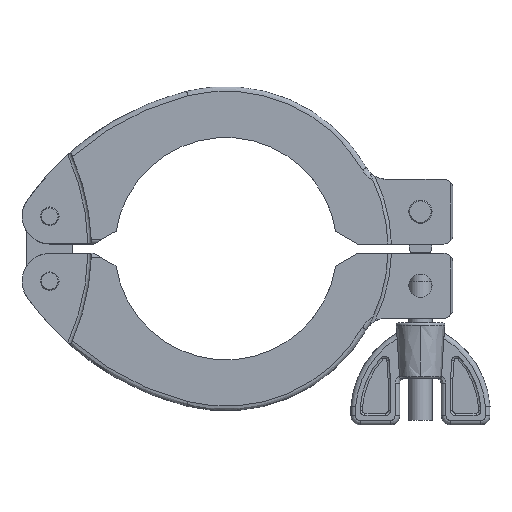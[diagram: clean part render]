
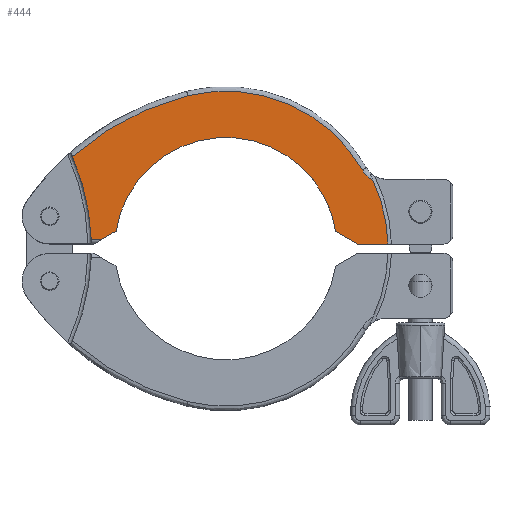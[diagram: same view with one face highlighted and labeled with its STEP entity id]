
A CAD part, front view. The second image highlights one B-rep face of the part: STEP entity #444.
In plain terms, the highlighted planar face has unit normal (0, -1, 0).
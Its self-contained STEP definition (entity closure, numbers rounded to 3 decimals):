
#444=ADVANCED_FACE('',(#1805),#1804,.T.);
#1804=PLANE('',#5818);
#1805=FACE_OUTER_BOUND('',#5819,.T.);
#5815=CARTESIAN_POINT('',(-39.931,-9.25,-4.817));
#5816=DIRECTION('',(0.,-1.,0.));
#5817=DIRECTION('',(1.,0.,0.));
#5818=AXIS2_PLACEMENT_3D('',#5815,#5816,#5817);
#5819=EDGE_LOOP('',(#10284,#10285,#10286,#10287,#10288,#10289,#10290,#10291,#10292,#10293));
#10284=ORIENTED_EDGE('',*,*,#11738,.T.);
#10285=ORIENTED_EDGE('',*,*,#11679,.F.);
#10286=ORIENTED_EDGE('',*,*,#11739,.T.);
#10287=ORIENTED_EDGE('',*,*,#11740,.T.);
#10288=ORIENTED_EDGE('',*,*,#11741,.T.);
#10289=ORIENTED_EDGE('',*,*,#11742,.T.);
#10290=ORIENTED_EDGE('',*,*,#11743,.F.);
#10291=ORIENTED_EDGE('',*,*,#11744,.F.);
#10292=ORIENTED_EDGE('',*,*,#11745,.F.);
#10293=ORIENTED_EDGE('',*,*,#11684,.F.);
#11679=EDGE_CURVE('',#14120,#14127,#14128,.T.);
#11684=EDGE_CURVE('',#14160,#14161,#14162,.T.);
#11738=EDGE_CURVE('',#14160,#14127,#14524,.T.);
#11739=EDGE_CURVE('',#14120,#14530,#14531,.T.);
#11740=EDGE_CURVE('',#14530,#14537,#14538,.T.);
#11741=EDGE_CURVE('',#14537,#14544,#14545,.T.);
#11742=EDGE_CURVE('',#14544,#14551,#14552,.T.);
#11743=EDGE_CURVE('',#14558,#14551,#14559,.T.);
#11744=EDGE_CURVE('',#14565,#14558,#14566,.T.);
#11745=EDGE_CURVE('',#14161,#14565,#14572,.T.);
#14120=VERTEX_POINT('',#19415);
#14127=VERTEX_POINT('',#19419);
#14128=LINE('',#19420,#19421);
#14160=VERTEX_POINT('',#19449);
#14161=VERTEX_POINT('',#19450);
#14162=CIRCLE('',#19454,59.);
#14524=CIRCLE('',#19783,50.);
#14530=VERTEX_POINT('',#19784);
#14531=LINE('',#19785,#19786);
#14537=VERTEX_POINT('',#19788);
#14538=CIRCLE('',#19792,24.);
#14544=VERTEX_POINT('',#19793);
#14545=LINE('',#19794,#19795);
#14551=VERTEX_POINT('',#19797);
#14552=LINE('',#19798,#19799);
#14558=VERTEX_POINT('',#19801);
#14559=CIRCLE('',#19805,35.);
#14565=VERTEX_POINT('',#19806);
#14566=CIRCLE('',#19810,6.);
#14572=CIRCLE('',#19814,34.);
#19415=CARTESIAN_POINT('',(-26.768,-9.25,0.));
#19419=CARTESIAN_POINT('',(-29.04,-9.25,0.));
#19420=CARTESIAN_POINT('',(-26.768,-9.25,0.));
#19421=VECTOR('',#19422,2.272);
#19422=DIRECTION('',(-1.,0.,0.));
#19449=CARTESIAN_POINT('',(-33.121,-9.25,17.876));
#19450=CARTESIAN_POINT('',(-8.202,-9.25,30.996));
#19451=CARTESIAN_POINT('',(6.031,-9.25,-26.262));
#19452=DIRECTION('',(0.,1.,0.));
#19453=DIRECTION('',(0.,0.,-1.));
#19454=AXIS2_PLACEMENT_3D('',#19451,#19452,#19453);
#19780=CARTESIAN_POINT('',(-79.,-9.25,-2.));
#19781=DIRECTION('',(0.,1.,0.));
#19782=DIRECTION('',(0.,0.,1.));
#19783=AXIS2_PLACEMENT_3D('',#19780,#19781,#19782);
#19784=CARTESIAN_POINT('',(-23.702,-9.25,1.77));
#19785=CARTESIAN_POINT('',(-26.768,-9.25,0.));
#19786=VECTOR('',#19787,3.54);
#19787=DIRECTION('',(0.866,0.,0.5));
#19788=CARTESIAN_POINT('',(23.702,-9.25,1.77));
#19789=CARTESIAN_POINT('',(0.,-9.25,-2.));
#19790=DIRECTION('',(0.,1.,0.));
#19791=DIRECTION('',(-1.,0.,0.));
#19792=AXIS2_PLACEMENT_3D('',#19789,#19790,#19791);
#19793=CARTESIAN_POINT('',(28.5,-9.25,-1.));
#19794=CARTESIAN_POINT('',(23.702,-9.25,1.77));
#19795=VECTOR('',#19796,5.54);
#19796=DIRECTION('',(0.866,0.,-0.5));
#19797=CARTESIAN_POINT('',(34.986,-9.25,-1.));
#19798=CARTESIAN_POINT('',(28.5,-9.25,-1.));
#19799=VECTOR('',#19800,6.486);
#19800=DIRECTION('',(1.,0.,0.));
#19801=CARTESIAN_POINT('',(31.741,-9.25,12.747));
#19802=CARTESIAN_POINT('',(0.,-9.25,-2.));
#19803=DIRECTION('',(0.,1.,0.));
#19804=DIRECTION('',(0.,0.,1.));
#19805=AXIS2_PLACEMENT_3D('',#19802,#19803,#19804);
#19806=CARTESIAN_POINT('',(29.445,-9.25,15.));
#19807=CARTESIAN_POINT('',(34.641,-9.25,18.));
#19808=DIRECTION('',(0.,-1.,0.));
#19809=DIRECTION('',(0.,0.,-1.));
#19810=AXIS2_PLACEMENT_3D('',#19807,#19808,#19809);
#19811=CARTESIAN_POINT('',(0.,-9.25,-2.));
#19812=DIRECTION('',(0.,1.,0.));
#19813=DIRECTION('',(0.,0.,-1.));
#19814=AXIS2_PLACEMENT_3D('',#19811,#19812,#19813);
